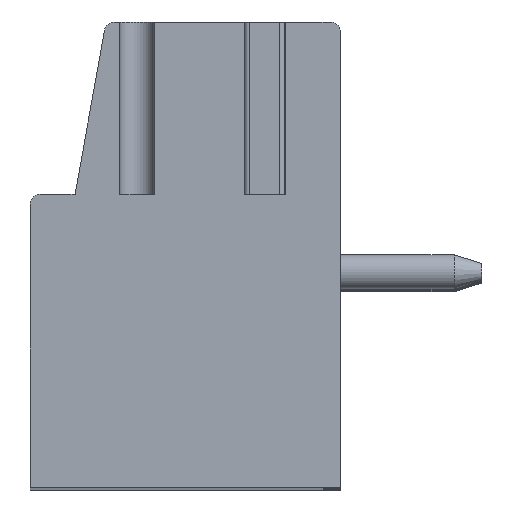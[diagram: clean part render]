
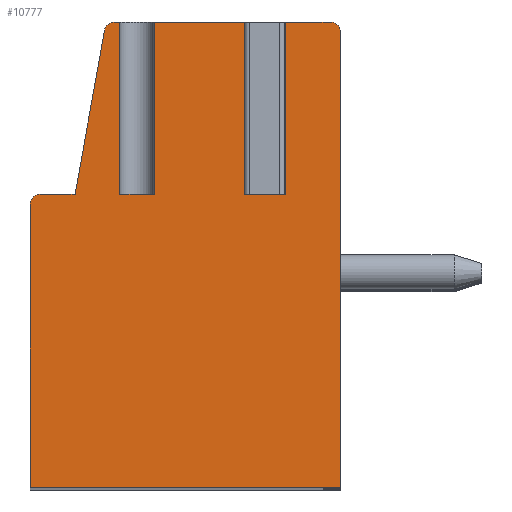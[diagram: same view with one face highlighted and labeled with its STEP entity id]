
A CAD part, top view. The second image highlights one B-rep face of the part: STEP entity #10777.
In plain terms, the highlighted planar face has unit normal (0, 0, 1).
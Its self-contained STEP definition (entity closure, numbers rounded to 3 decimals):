
#52=DIRECTION('',(1.,0.,0.));
#53=VECTOR('',#52,1.);
#54=CARTESIAN_POINT('',(-1.9,3.36,42.5));
#55=LINE('',#54,#53);
#56=DIRECTION('',(0.,1.,0.));
#57=VECTOR('',#56,5.);
#58=CARTESIAN_POINT('',(-0.9,3.36,42.5));
#59=LINE('',#58,#57);
#60=DIRECTION('',(-1.,0.,0.));
#61=VECTOR('',#60,2.8);
#62=CARTESIAN_POINT('',(1.9,8.36,42.5));
#63=LINE('',#62,#61);
#64=DIRECTION('',(0.,1.,0.));
#65=VECTOR('',#64,5.);
#66=CARTESIAN_POINT('',(1.9,3.36,42.5));
#67=LINE('',#66,#65);
#68=DIRECTION('',(1.,0.,0.));
#69=VECTOR('',#68,0.8);
#70=CARTESIAN_POINT('',(1.9,3.36,42.5));
#71=LINE('',#70,#69);
#72=DIRECTION('',(0.,1.,0.));
#73=VECTOR('',#72,5.);
#74=CARTESIAN_POINT('',(2.7,3.36,42.5));
#75=LINE('',#74,#73);
#76=DIRECTION('',(-1.,0.,0.));
#77=VECTOR('',#76,1.5);
#78=CARTESIAN_POINT('',(4.2,8.36,42.5));
#79=LINE('',#78,#77);
#80=CARTESIAN_POINT('',(4.2,8.06,42.5));
#81=DIRECTION('',(0.,0.,1.));
#82=DIRECTION('',(1.,0.,0.));
#83=AXIS2_PLACEMENT_3D('',#80,#81,#82);
#85=DIRECTION('',(0.,1.,0.));
#86=VECTOR('',#85,13.2);
#87=CARTESIAN_POINT('',(4.5,-5.14,42.5));
#88=LINE('',#87,#86);
#89=DIRECTION('',(1.,0.,0.));
#90=VECTOR('',#89,9.);
#91=CARTESIAN_POINT('',(-4.5,-5.14,42.5));
#92=LINE('',#91,#90);
#93=DIRECTION('',(0.,-1.,0.));
#94=VECTOR('',#93,8.2);
#95=CARTESIAN_POINT('',(-4.5,3.06,42.5));
#96=LINE('',#95,#94);
#97=CARTESIAN_POINT('',(-4.2,3.06,42.5));
#98=DIRECTION('',(0.,0.,1.));
#99=DIRECTION('',(0.,1.,0.));
#100=AXIS2_PLACEMENT_3D('',#97,#98,#99);
#102=DIRECTION('',(-1.,0.,0.));
#103=VECTOR('',#102,1.);
#104=CARTESIAN_POINT('',(-3.2,3.36,42.5));
#105=LINE('',#104,#103);
#106=DIRECTION('',(-0.177,-0.984,0.));
#107=VECTOR('',#106,4.829);
#108=CARTESIAN_POINT('',(-2.345,8.113,42.5));
#109=LINE('',#108,#107);
#110=CARTESIAN_POINT('',(-2.05,8.06,42.5));
#111=DIRECTION('',(0.,0.,1.));
#112=DIRECTION('',(0.,1.,0.));
#113=AXIS2_PLACEMENT_3D('',#110,#111,#112);
#115=DIRECTION('',(-1.,0.,0.));
#116=VECTOR('',#115,0.15);
#117=CARTESIAN_POINT('',(-1.9,8.36,42.5));
#118=LINE('',#117,#116);
#119=DIRECTION('',(0.,1.,0.));
#120=VECTOR('',#119,5.);
#121=CARTESIAN_POINT('',(-1.9,3.36,42.5));
#122=LINE('',#121,#120);
#8363=CARTESIAN_POINT('',(4.5,-5.14,42.5));
#8364=CARTESIAN_POINT('',(4.5,8.06,42.5));
#8365=VERTEX_POINT('',#8363);
#8366=VERTEX_POINT('',#8364);
#8367=CARTESIAN_POINT('',(4.2,8.36,42.5));
#8368=VERTEX_POINT('',#8367);
#8369=CARTESIAN_POINT('',(-2.05,8.36,42.5));
#8370=CARTESIAN_POINT('',(-2.345,8.113,42.5));
#8371=VERTEX_POINT('',#8369);
#8372=VERTEX_POINT('',#8370);
#8373=CARTESIAN_POINT('',(-3.2,3.36,42.5));
#8374=VERTEX_POINT('',#8373);
#8375=CARTESIAN_POINT('',(-4.2,3.36,42.5));
#8376=VERTEX_POINT('',#8375);
#8377=CARTESIAN_POINT('',(-4.5,3.06,42.5));
#8378=VERTEX_POINT('',#8377);
#8379=CARTESIAN_POINT('',(-4.5,-5.14,42.5));
#8380=VERTEX_POINT('',#8379);
#8668=CARTESIAN_POINT('',(1.9,3.36,42.5));
#8669=CARTESIAN_POINT('',(2.7,3.36,42.5));
#8670=VERTEX_POINT('',#8668);
#8671=VERTEX_POINT('',#8669);
#8672=CARTESIAN_POINT('',(2.7,8.36,42.5));
#8673=VERTEX_POINT('',#8672);
#8674=CARTESIAN_POINT('',(1.9,8.36,42.5));
#8675=VERTEX_POINT('',#8674);
#8696=CARTESIAN_POINT('',(-1.9,3.36,42.5));
#8697=CARTESIAN_POINT('',(-0.9,3.36,42.5));
#8698=VERTEX_POINT('',#8696);
#8699=VERTEX_POINT('',#8697);
#8700=CARTESIAN_POINT('',(-0.9,8.36,42.5));
#8701=VERTEX_POINT('',#8700);
#8702=CARTESIAN_POINT('',(-1.9,8.36,42.5));
#8703=VERTEX_POINT('',#8702);
#10736=CARTESIAN_POINT('',(0.,0.,42.5));
#10737=DIRECTION('',(0.,0.,1.));
#10738=DIRECTION('',(1.,0.,0.));
#10739=AXIS2_PLACEMENT_3D('',#10736,#10737,#10738);
#10740=PLANE('',#10739);
#10742=ORIENTED_EDGE('',*,*,#10741,.T.);
#10744=ORIENTED_EDGE('',*,*,#10743,.T.);
#10746=ORIENTED_EDGE('',*,*,#10745,.F.);
#10748=ORIENTED_EDGE('',*,*,#10747,.F.);
#10750=ORIENTED_EDGE('',*,*,#10749,.T.);
#10752=ORIENTED_EDGE('',*,*,#10751,.T.);
#10754=ORIENTED_EDGE('',*,*,#10753,.F.);
#10756=ORIENTED_EDGE('',*,*,#10755,.F.);
#10758=ORIENTED_EDGE('',*,*,#10757,.F.);
#10760=ORIENTED_EDGE('',*,*,#10759,.F.);
#10762=ORIENTED_EDGE('',*,*,#10761,.F.);
#10764=ORIENTED_EDGE('',*,*,#10763,.F.);
#10766=ORIENTED_EDGE('',*,*,#10765,.F.);
#10768=ORIENTED_EDGE('',*,*,#10767,.F.);
#10770=ORIENTED_EDGE('',*,*,#10769,.F.);
#10772=ORIENTED_EDGE('',*,*,#10771,.F.);
#10774=ORIENTED_EDGE('',*,*,#10773,.F.);
#10775=EDGE_LOOP('',(#10742,#10744,#10746,#10748,#10750,#10752,#10754,#10756,
#10758,#10760,#10762,#10764,#10766,#10768,#10770,#10772,#10774));
#10776=FACE_OUTER_BOUND('',#10775,.F.);
#84=CIRCLE('',#83,0.3);
#101=CIRCLE('',#100,0.3);
#114=CIRCLE('',#113,0.3);
#10741=EDGE_CURVE('',#8698,#8699,#55,.T.);
#10743=EDGE_CURVE('',#8699,#8701,#59,.T.);
#10745=EDGE_CURVE('',#8675,#8701,#63,.T.);
#10747=EDGE_CURVE('',#8670,#8675,#67,.T.);
#10749=EDGE_CURVE('',#8670,#8671,#71,.T.);
#10751=EDGE_CURVE('',#8671,#8673,#75,.T.);
#10753=EDGE_CURVE('',#8368,#8673,#79,.T.);
#10755=EDGE_CURVE('',#8366,#8368,#84,.T.);
#10757=EDGE_CURVE('',#8365,#8366,#88,.T.);
#10759=EDGE_CURVE('',#8380,#8365,#92,.T.);
#10761=EDGE_CURVE('',#8378,#8380,#96,.T.);
#10763=EDGE_CURVE('',#8376,#8378,#101,.T.);
#10765=EDGE_CURVE('',#8374,#8376,#105,.T.);
#10767=EDGE_CURVE('',#8372,#8374,#109,.T.);
#10769=EDGE_CURVE('',#8371,#8372,#114,.T.);
#10771=EDGE_CURVE('',#8703,#8371,#118,.T.);
#10773=EDGE_CURVE('',#8698,#8703,#122,.T.);
#10777=ADVANCED_FACE('',(#10776),#10740,.T.);
